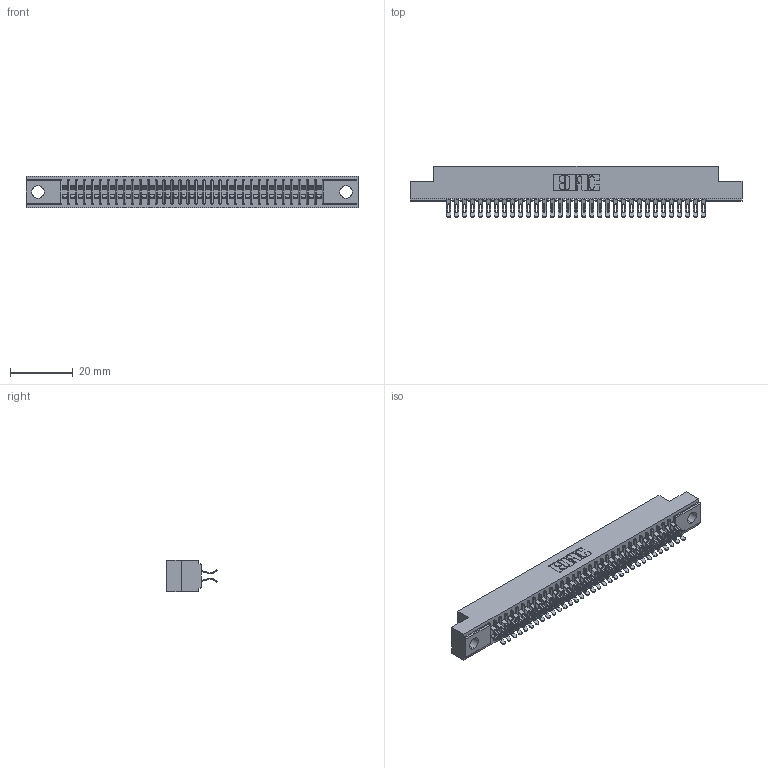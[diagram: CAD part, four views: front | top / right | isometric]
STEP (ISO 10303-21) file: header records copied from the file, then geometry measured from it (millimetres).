
FILE_DESCRIPTION (( 'STEP AP203' ), '1' );
FILE_NAME ('341-066-555-204.STEP', '2018-08-07T18:47:05', ( '' ), ( '' ), 'SwSTEP 2.0', 'SolidWorks 2016', '' );
FILE_SCHEMA (( 'CONFIG_CONTROL_DESIGN' ));
Length unit declared in the file: inch
Products named in the file (3): 341 Part_.156 (3.96) Dia Mounting Holes; 341-292-001_341-292-155; 341-066-555-204
Assembly tree (67 placements, depth 2):
  341-066-555-204
    341 Part_.156 (3.96) Dia Mounting Holes
    341-292-001_341-292-155  x66
Bounding box: 106.05 x 16.31 x 10.16 mm (x, y, z)
Volume: 7800.9 mm3; surface area: 13988.5 mm2
Topology: 67 solids, 67 shells, 5278 faces, 15763 edges, 10262 vertices
Faces by surface type: plane 2854, cylinder 2292, sphere 68, torus 64
Entity records: 42024 total; most frequent: CARTESIAN_POINT 7007, ORIENTED_EDGE 6950, DIRECTION 6789, EDGE_CURVE 3475, LINE 2789, VECTOR 2789, VERTEX_POINT 2202, AXIS2_PLACEMENT_3D 2000
